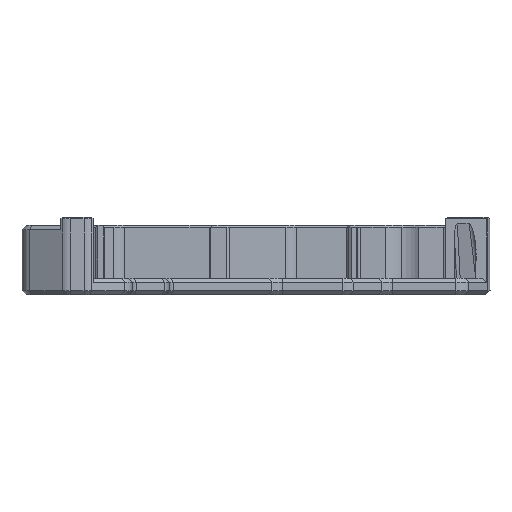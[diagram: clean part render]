
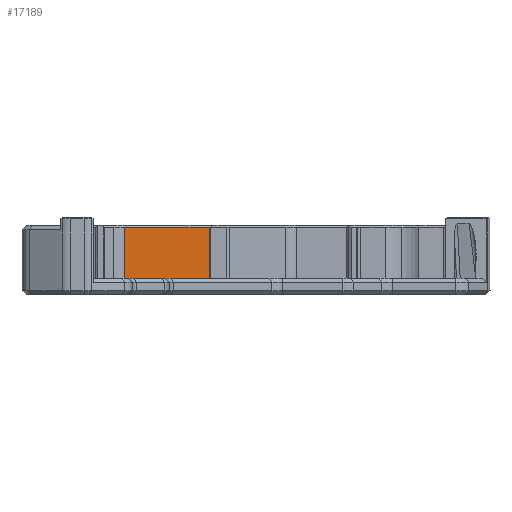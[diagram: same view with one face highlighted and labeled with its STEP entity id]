
A CAD part, left-side view. The second image highlights one B-rep face of the part: STEP entity #17189.
In plain terms, the highlighted planar face has unit normal (-1, 0, 0).
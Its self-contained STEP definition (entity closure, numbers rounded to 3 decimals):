
#89 = ORIENTED_EDGE ( 'NONE', *, *, #683, .F. ) ;
#310 = VERTEX_POINT ( 'NONE', #10637 ) ;
#514 = PLANE ( 'NONE',  #17882 ) ;
#613 = CARTESIAN_POINT ( 'NONE',  ( 67.25, -8.628, 0.29 ) ) ;
#683 = EDGE_CURVE ( 'NONE', #4269, #310, #17531, .T. ) ;
#1101 = LINE ( 'NONE', #11391, #18608 ) ;
#1139 = EDGE_CURVE ( 'NONE', #14737, #4269, #17913, .T. ) ;
#3311 = VERTEX_POINT ( 'NONE', #20025 ) ;
#3676 = VECTOR ( 'NONE', #20791, 1000. ) ;
#3683 = FACE_OUTER_BOUND ( 'NONE', #15588, .T. ) ;
#3731 = EDGE_CURVE ( 'NONE', #3311, #310, #13490, .T. ) ;
#3786 = DIRECTION ( 'NONE',  ( -1., 0., 0. ) ) ;
#3799 = CARTESIAN_POINT ( 'NONE',  ( 67.25, -21.061, 0.3 ) ) ;
#4134 = VECTOR ( 'NONE', #18562, 1000. ) ;
#4269 = VERTEX_POINT ( 'NONE', #4460 ) ;
#4460 = CARTESIAN_POINT ( 'NONE',  ( 67.25, -8.638, 0.3 ) ) ;
#5754 = DIRECTION ( 'NONE',  ( 0., -1., 0. ) ) ;
#5914 = DIRECTION ( 'NONE',  ( 0., 0., 1. ) ) ;
#10302 = VECTOR ( 'NONE', #10608, 1000. ) ;
#10608 = DIRECTION ( 'NONE',  ( 0., 0., 1. ) ) ;
#10637 = CARTESIAN_POINT ( 'NONE',  ( 67.25, -8.638, 12.3 ) ) ;
#11391 = CARTESIAN_POINT ( 'NONE',  ( 67.25, -33.484, 6.3 ) ) ;
#12297 = CARTESIAN_POINT ( 'NONE',  ( 67.25, -33.484, 0.3 ) ) ;
#12455 = ORIENTED_EDGE ( 'NONE', *, *, #3731, .T. ) ;
#13490 = LINE ( 'NONE', #20214, #4134 ) ;
#13989 = ORIENTED_EDGE ( 'NONE', *, *, #1139, .F. ) ;
#14737 = VERTEX_POINT ( 'NONE', #12297 ) ;
#15588 = EDGE_LOOP ( 'NONE', ( #13989, #21442, #12455, #89 ) ) ;
#15880 = CARTESIAN_POINT ( 'NONE',  ( 67.25, -8.638, 6.3 ) ) ;
#17189 = ADVANCED_FACE ( 'NONE', ( #3683 ), #514, .T. ) ;
#17531 = LINE ( 'NONE', #15880, #10302 ) ;
#17764 = EDGE_CURVE ( 'NONE', #14737, #3311, #1101, .T. ) ;
#17882 = AXIS2_PLACEMENT_3D ( 'NONE', #613, #3786, #5754 ) ;
#17913 = LINE ( 'NONE', #3799, #3676 ) ;
#18562 = DIRECTION ( 'NONE',  ( 0., 1., 0. ) ) ;
#18608 = VECTOR ( 'NONE', #5914, 1000. ) ;
#20025 = CARTESIAN_POINT ( 'NONE',  ( 67.25, -33.484, 12.3 ) ) ;
#20214 = CARTESIAN_POINT ( 'NONE',  ( 67.25, -21.061, 12.3 ) ) ;
#20791 = DIRECTION ( 'NONE',  ( 0., 1., 0. ) ) ;
#21442 = ORIENTED_EDGE ( 'NONE', *, *, #17764, .T. ) ;
